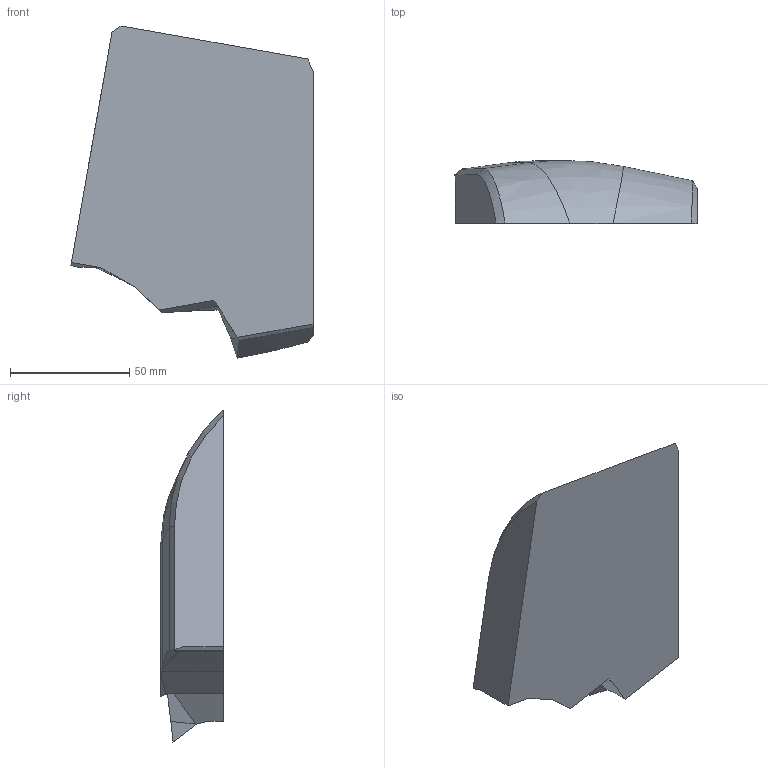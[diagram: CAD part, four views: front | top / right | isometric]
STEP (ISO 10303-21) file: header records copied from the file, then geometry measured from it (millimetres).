
FILE_DESCRIPTION (( 'STEP AP203' ), '1' );
FILE_NAME ('Base Rest Right.STEP', '2024-01-31T16:20:04', ( '' ), ( '' ), 'SwSTEP 2.0', 'SolidWorks 2020', '' );
FILE_SCHEMA (( 'CONFIG_CONTROL_DESIGN' ));
Length unit declared in the file: millimetre
Products named in the file (1): Base Rest Right
Bounding box: 101.51 x 26.34 x 139.12 mm (x, y, z)
Volume: 211755.2 mm3; surface area: 27993.4 mm2
Topology: 1 solids, 1 shells, 39 faces, 96 edges, 59 vertices
Faces by surface type: plane 33, bspline 5, cylinder 1
Entity records: 1593 total; most frequent: CARTESIAN_POINT 657, ORIENTED_EDGE 192, DIRECTION 151, EDGE_CURVE 96, LINE 77, VECTOR 77, VERTEX_POINT 59, FACE_OUTER_BOUND 39
